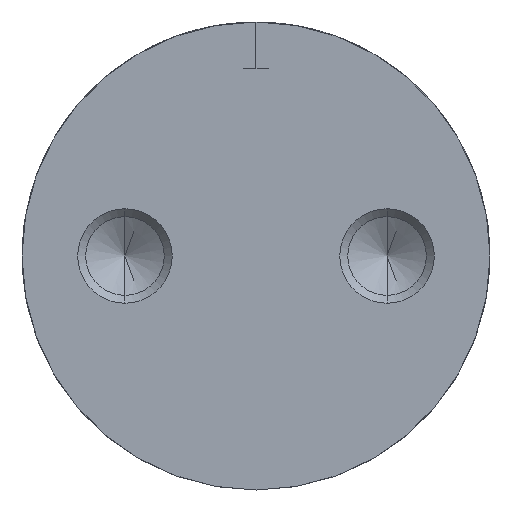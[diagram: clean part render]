
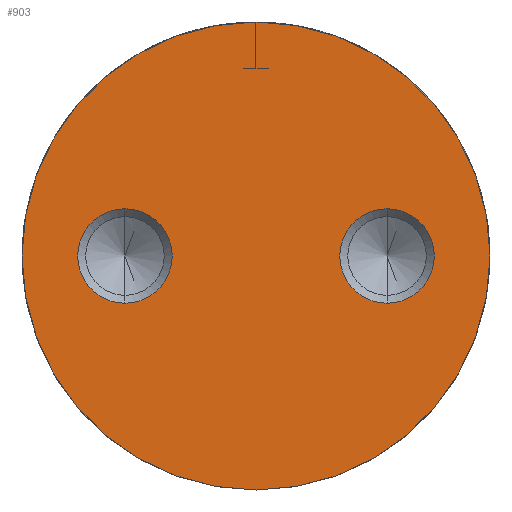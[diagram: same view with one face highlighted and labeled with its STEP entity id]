
A CAD part, left-side view. The second image highlights one B-rep face of the part: STEP entity #903.
In plain terms, the highlighted planar face has unit normal (-1, 0, 0).
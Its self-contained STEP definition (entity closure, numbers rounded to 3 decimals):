
#60 = CARTESIAN_POINT ( 'NONE',  ( -45.2, -7., -2.525 ) ) ;
#94 = AXIS2_PLACEMENT_3D ( 'NONE', #115, #1239, #956 ) ;
#102 = CARTESIAN_POINT ( 'NONE',  ( -45.2, 7., 0. ) ) ;
#115 = CARTESIAN_POINT ( 'NONE',  ( -45.2, 7., 0. ) ) ;
#129 = CIRCLE ( 'NONE', #490, 12.5 ) ;
#181 = AXIS2_PLACEMENT_3D ( 'NONE', #102, #217, #1199 ) ;
#188 = DIRECTION ( 'NONE',  ( -1., 0., 0. ) ) ;
#203 = ORIENTED_EDGE ( 'NONE', *, *, #649, .F. ) ;
#205 = ORIENTED_EDGE ( 'NONE', *, *, #491, .F. ) ;
#208 = CARTESIAN_POINT ( 'NONE',  ( -45.2, 7., -2.525 ) ) ;
#211 = CARTESIAN_POINT ( 'NONE',  ( -45.2, 12.5, 0. ) ) ;
#213 = CARTESIAN_POINT ( 'NONE',  ( -45.2, 0., 0. ) ) ;
#217 = DIRECTION ( 'NONE',  ( -1., 0., 0. ) ) ;
#220 = DIRECTION ( 'NONE',  ( 1., 0., 0. ) ) ;
#250 = CARTESIAN_POINT ( 'NONE',  ( -45.2, -7., 2.525 ) ) ;
#300 = CIRCLE ( 'NONE', #181, 2.525 ) ;
#304 = EDGE_CURVE ( 'NONE', #948, #1126, #1749, .T. ) ;
#308 = EDGE_LOOP ( 'NONE', ( #539, #1515 ) ) ;
#314 = VERTEX_POINT ( 'NONE', #250 ) ;
#484 = ORIENTED_EDGE ( 'NONE', *, *, #304, .F. ) ;
#490 = AXIS2_PLACEMENT_3D ( 'NONE', #1779, #1357, #1509 ) ;
#491 = EDGE_CURVE ( 'NONE', #1772, #1735, #1374, .T. ) ;
#539 = ORIENTED_EDGE ( 'NONE', *, *, #544, .F. ) ;
#543 = AXIS2_PLACEMENT_3D ( 'NONE', #213, #220, #1040 ) ;
#544 = EDGE_CURVE ( 'NONE', #314, #924, #1059, .T. ) ;
#649 = EDGE_CURVE ( 'NONE', #1735, #1772, #129, .T. ) ;
#782 = FACE_OUTER_BOUND ( 'NONE', #1472, .T. ) ;
#829 = EDGE_CURVE ( 'NONE', #924, #314, #940, .T. ) ;
#858 = CARTESIAN_POINT ( 'NONE',  ( -45.2, -7., 0. ) ) ;
#903 = ADVANCED_FACE ( 'NONE', ( #1781, #1248, #782 ), #1037, .T. ) ;
#924 = VERTEX_POINT ( 'NONE', #60 ) ;
#928 = CARTESIAN_POINT ( 'NONE',  ( -45.2, 7., 2.525 ) ) ;
#940 = CIRCLE ( 'NONE', #1522, 2.525 ) ;
#948 = VERTEX_POINT ( 'NONE', #208 ) ;
#956 = DIRECTION ( 'NONE',  ( 0., 0., 1. ) ) ;
#965 = CARTESIAN_POINT ( 'NONE',  ( -45.2, 0., -12.5 ) ) ;
#972 = EDGE_LOOP ( 'NONE', ( #1488, #484 ) ) ;
#1031 = CARTESIAN_POINT ( 'NONE',  ( -45.2, -7., 0. ) ) ;
#1037 = PLANE ( 'NONE',  #1317 ) ;
#1040 = DIRECTION ( 'NONE',  ( 0., 0., -1. ) ) ;
#1059 = CIRCLE ( 'NONE', #1093, 2.525 ) ;
#1093 = AXIS2_PLACEMENT_3D ( 'NONE', #858, #1265, #1823 ) ;
#1118 = EDGE_CURVE ( 'NONE', #1126, #948, #300, .T. ) ;
#1126 = VERTEX_POINT ( 'NONE', #928 ) ;
#1199 = DIRECTION ( 'NONE',  ( 0., 0., 1. ) ) ;
#1239 = DIRECTION ( 'NONE',  ( -1., 0., 0. ) ) ;
#1244 = CARTESIAN_POINT ( 'NONE',  ( -45.2, 0., 12.5 ) ) ;
#1248 = FACE_BOUND ( 'NONE', #308, .T. ) ;
#1265 = DIRECTION ( 'NONE',  ( -1., 0., 0. ) ) ;
#1276 = DIRECTION ( 'NONE',  ( 0., 0., 1. ) ) ;
#1317 = AXIS2_PLACEMENT_3D ( 'NONE', #211, #1738, #1607 ) ;
#1357 = DIRECTION ( 'NONE',  ( 1., 0., 0. ) ) ;
#1374 = CIRCLE ( 'NONE', #543, 12.5 ) ;
#1472 = EDGE_LOOP ( 'NONE', ( #205, #203 ) ) ;
#1488 = ORIENTED_EDGE ( 'NONE', *, *, #1118, .F. ) ;
#1509 = DIRECTION ( 'NONE',  ( 0., 0., -1. ) ) ;
#1515 = ORIENTED_EDGE ( 'NONE', *, *, #829, .F. ) ;
#1522 = AXIS2_PLACEMENT_3D ( 'NONE', #1031, #188, #1276 ) ;
#1607 = DIRECTION ( 'NONE',  ( 0., 0., 1. ) ) ;
#1735 = VERTEX_POINT ( 'NONE', #1244 ) ;
#1738 = DIRECTION ( 'NONE',  ( -1., 0., 0. ) ) ;
#1749 = CIRCLE ( 'NONE', #94, 2.525 ) ;
#1772 = VERTEX_POINT ( 'NONE', #965 ) ;
#1779 = CARTESIAN_POINT ( 'NONE',  ( -45.2, 0., 0. ) ) ;
#1781 = FACE_BOUND ( 'NONE', #972, .T. ) ;
#1823 = DIRECTION ( 'NONE',  ( 0., 0., 1. ) ) ;
